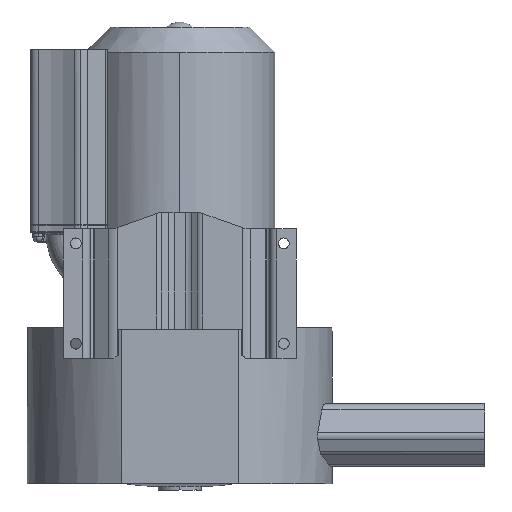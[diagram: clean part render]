
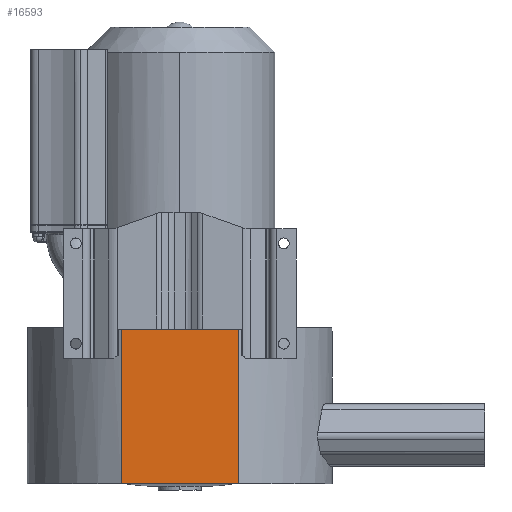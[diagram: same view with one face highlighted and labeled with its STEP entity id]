
A CAD part, left-side view. The second image highlights one B-rep face of the part: STEP entity #16593.
In plain terms, the highlighted planar face has unit normal (-1, 0, 0).
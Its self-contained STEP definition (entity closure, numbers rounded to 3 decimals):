
#277 = DIRECTION ( 'NONE',  ( 0., -1., 0. ) ) ;
#291 = CARTESIAN_POINT ( 'NONE',  ( -196.7, 81.72, -125.75 ) ) ;
#2475 = CARTESIAN_POINT ( 'NONE',  ( -196.7, 0., 90. ) ) ;
#2913 = LINE ( 'NONE', #291, #12777 ) ;
#5509 = LINE ( 'NONE', #21199, #27832 ) ;
#6284 = ORIENTED_EDGE ( 'NONE', *, *, #27357, .T. ) ;
#7771 = VERTEX_POINT ( 'NONE', #10562 ) ;
#8072 = EDGE_CURVE ( 'NONE', #27069, #7771, #18823, .T. ) ;
#8363 = CARTESIAN_POINT ( 'NONE',  ( -196.7, 81.72, 681.042 ) ) ;
#9155 = EDGE_CURVE ( 'NONE', #19235, #27069, #22569, .T. ) ;
#9328 = EDGE_CURVE ( 'NONE', #27541, #19235, #5509, .T. ) ;
#10562 = CARTESIAN_POINT ( 'NONE',  ( -196.7, -81.72, -125.75 ) ) ;
#12759 = DIRECTION ( 'NONE',  ( -1., 0., 0. ) ) ;
#12777 = VECTOR ( 'NONE', #27109, 1000. ) ;
#12989 = AXIS2_PLACEMENT_3D ( 'NONE', #8363, #12759, #14659 ) ;
#14436 = DIRECTION ( 'NONE',  ( 0., 0., 1. ) ) ;
#14659 = DIRECTION ( 'NONE',  ( 0., 0., 1. ) ) ;
#16077 = ORIENTED_EDGE ( 'NONE', *, *, #9155, .F. ) ;
#16333 = DIRECTION ( 'NONE',  ( 0., 0., -1. ) ) ;
#16593 = ADVANCED_FACE ( 'NONE', ( #21712 ), #17606, .T. ) ;
#16728 = CARTESIAN_POINT ( 'NONE',  ( -196.7, -81.72, 90. ) ) ;
#17334 = EDGE_LOOP ( 'NONE', ( #25371, #16077, #18481, #6284 ) ) ;
#17606 = PLANE ( 'NONE',  #12989 ) ;
#18481 = ORIENTED_EDGE ( 'NONE', *, *, #9328, .F. ) ;
#18823 = LINE ( 'NONE', #20749, #23606 ) ;
#19235 = VERTEX_POINT ( 'NONE', #21522 ) ;
#20749 = CARTESIAN_POINT ( 'NONE',  ( -196.7, -81.72, 681.042 ) ) ;
#21199 = CARTESIAN_POINT ( 'NONE',  ( -196.7, 81.72, 681.042 ) ) ;
#21522 = CARTESIAN_POINT ( 'NONE',  ( -196.7, 81.72, 90. ) ) ;
#21712 = FACE_OUTER_BOUND ( 'NONE', #17334, .T. ) ;
#22569 = LINE ( 'NONE', #2475, #24097 ) ;
#23606 = VECTOR ( 'NONE', #16333, 1000. ) ;
#24097 = VECTOR ( 'NONE', #277, 1000. ) ;
#25371 = ORIENTED_EDGE ( 'NONE', *, *, #8072, .F. ) ;
#27069 = VERTEX_POINT ( 'NONE', #16728 ) ;
#27109 = DIRECTION ( 'NONE',  ( 0., -1., 0. ) ) ;
#27357 = EDGE_CURVE ( 'NONE', #27541, #7771, #2913, .T. ) ;
#27541 = VERTEX_POINT ( 'NONE', #27846 ) ;
#27832 = VECTOR ( 'NONE', #14436, 1000. ) ;
#27846 = CARTESIAN_POINT ( 'NONE',  ( -196.7, 81.72, -125.75 ) ) ;
